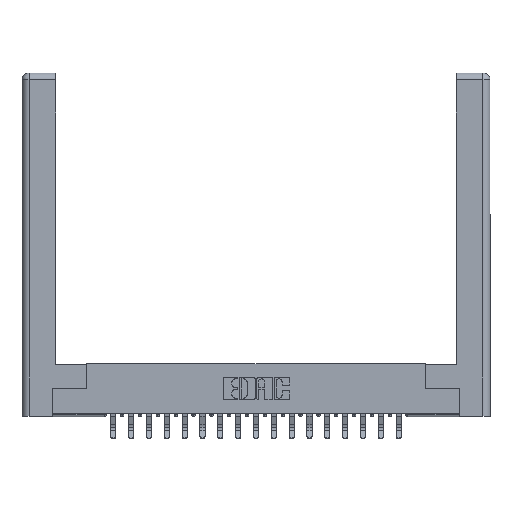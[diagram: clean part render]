
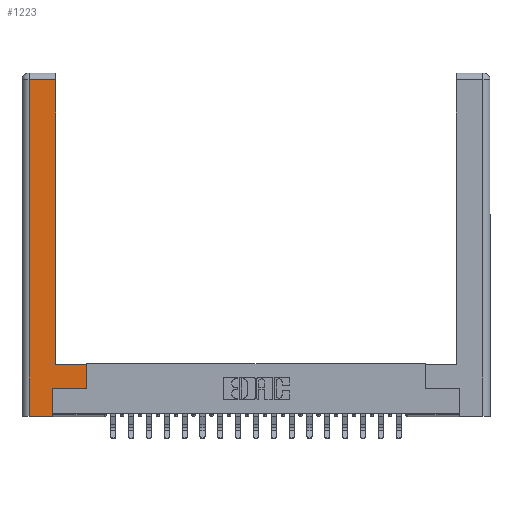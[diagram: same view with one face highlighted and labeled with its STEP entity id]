
A CAD part, top view. The second image highlights one B-rep face of the part: STEP entity #1223.
In plain terms, the highlighted planar face has unit normal (0, 0, 1).
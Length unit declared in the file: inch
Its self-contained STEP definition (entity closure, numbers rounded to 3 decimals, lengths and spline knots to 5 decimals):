
#312 = CARTESIAN_POINT ( 'NONE',  ( 0.565, 0.245, 0. ) ) ;
#926 = LINE ( 'NONE', #12422, #9705 ) ;
#1067 = EDGE_CURVE ( 'NONE', #16870, #19317, #9943, .T. ) ;
#1108 = ORIENTED_EDGE ( 'NONE', *, *, #14090, .T. ) ;
#1223 = ADVANCED_FACE ( 'NONE', ( #2928 ), #10652, .F. ) ;
#1297 = DIRECTION ( 'NONE',  ( 0., 0., -1. ) ) ;
#1550 = DIRECTION ( 'NONE',  ( 1., 0., 0. ) ) ;
#2595 = CARTESIAN_POINT ( 'NONE',  ( 0.295, 0.45, 0. ) ) ;
#2862 = CARTESIAN_POINT ( 'NONE',  ( 0.265, 0.245, 0. ) ) ;
#2928 = FACE_OUTER_BOUND ( 'NONE', #18157, .T. ) ;
#3209 = DIRECTION ( 'NONE',  ( -1., 0., 0. ) ) ;
#3259 = CARTESIAN_POINT ( 'NONE',  ( 0.0615, 2.94, 0. ) ) ;
#3331 = EDGE_CURVE ( 'NONE', #13965, #17570, #16887, .T. ) ;
#3508 = ORIENTED_EDGE ( 'NONE', *, *, #14340, .T. ) ;
#4182 = LINE ( 'NONE', #16464, #12662 ) ;
#4453 = CARTESIAN_POINT ( 'NONE',  ( 0.265, 0.245, 0. ) ) ;
#4648 = LINE ( 'NONE', #2595, #10195 ) ;
#5127 = DIRECTION ( 'NONE',  ( 1., 0., 0. ) ) ;
#5684 = ORIENTED_EDGE ( 'NONE', *, *, #9250, .T. ) ;
#6384 = ORIENTED_EDGE ( 'NONE', *, *, #20862, .T. ) ;
#6534 = ORIENTED_EDGE ( 'NONE', *, *, #3331, .T. ) ;
#7220 = VERTEX_POINT ( 'NONE', #11645 ) ;
#7960 = CARTESIAN_POINT ( 'NONE',  ( 0.565, 0.45, 0. ) ) ;
#9018 = DIRECTION ( 'NONE',  ( 0., -1., 0. ) ) ;
#9250 = EDGE_CURVE ( 'NONE', #21367, #13965, #926, .T. ) ;
#9273 = ORIENTED_EDGE ( 'NONE', *, *, #1067, .T. ) ;
#9316 = DIRECTION ( 'NONE',  ( 0., 1., 0. ) ) ;
#9352 = VECTOR ( 'NONE', #5127, 39.37008 ) ;
#9705 = VECTOR ( 'NONE', #15555, 39.37008 ) ;
#9943 = LINE ( 'NONE', #10668, #9352 ) ;
#10195 = VECTOR ( 'NONE', #19655, 39.37008 ) ;
#10238 = VERTEX_POINT ( 'NONE', #7960 ) ;
#10652 = PLANE ( 'NONE',  #16223 ) ;
#10668 = CARTESIAN_POINT ( 'NONE',  ( 0.565, 0.245, 0. ) ) ;
#11645 = CARTESIAN_POINT ( 'NONE',  ( 0.265, 0., 0. ) ) ;
#11904 = VECTOR ( 'NONE', #19997, 39.37008 ) ;
#12422 = CARTESIAN_POINT ( 'NONE',  ( 0.295, 3., 0. ) ) ;
#12662 = VECTOR ( 'NONE', #9018, 39.37008 ) ;
#12980 = LINE ( 'NONE', #14794, #17373 ) ;
#13919 = LINE ( 'NONE', #2862, #22713 ) ;
#13965 = VERTEX_POINT ( 'NONE', #14355 ) ;
#14090 = EDGE_CURVE ( 'NONE', #14852, #7220, #15334, .T. ) ;
#14340 = EDGE_CURVE ( 'NONE', #19317, #10238, #12980, .T. ) ;
#14355 = CARTESIAN_POINT ( 'NONE',  ( 0.295, 2.94, 0. ) ) ;
#14648 = CARTESIAN_POINT ( 'NONE',  ( 0., 0., 0. ) ) ;
#14794 = CARTESIAN_POINT ( 'NONE',  ( 0.565, 0.45, 0. ) ) ;
#14852 = VERTEX_POINT ( 'NONE', #19196 ) ;
#15334 = LINE ( 'NONE', #18638, #16177 ) ;
#15555 = DIRECTION ( 'NONE',  ( 0., 1., 0. ) ) ;
#16105 = ORIENTED_EDGE ( 'NONE', *, *, #17528, .T. ) ;
#16126 = CARTESIAN_POINT ( 'NONE',  ( 0.0615, 2.94, 0. ) ) ;
#16177 = VECTOR ( 'NONE', #1550, 39.37008 ) ;
#16223 = AXIS2_PLACEMENT_3D ( 'NONE', #14648, #1297, #3209 ) ;
#16464 = CARTESIAN_POINT ( 'NONE',  ( 0.0615, 0., 0. ) ) ;
#16570 = DIRECTION ( 'NONE',  ( 0., 1., 0. ) ) ;
#16870 = VERTEX_POINT ( 'NONE', #4453 ) ;
#16887 = LINE ( 'NONE', #16126, #11904 ) ;
#17373 = VECTOR ( 'NONE', #9316, 39.37008 ) ;
#17528 = EDGE_CURVE ( 'NONE', #10238, #21367, #4648, .T. ) ;
#17570 = VERTEX_POINT ( 'NONE', #3259 ) ;
#18157 = EDGE_LOOP ( 'NONE', ( #5684, #6534, #23038, #1108, #6384, #9273, #3508, #16105 ) ) ;
#18638 = CARTESIAN_POINT ( 'NONE',  ( 0.265, 0., 0. ) ) ;
#19196 = CARTESIAN_POINT ( 'NONE',  ( 0.0615, 0., 0. ) ) ;
#19317 = VERTEX_POINT ( 'NONE', #312 ) ;
#19655 = DIRECTION ( 'NONE',  ( -1., 0., 0. ) ) ;
#19997 = DIRECTION ( 'NONE',  ( -1., 0., 0. ) ) ;
#20862 = EDGE_CURVE ( 'NONE', #7220, #16870, #13919, .T. ) ;
#21367 = VERTEX_POINT ( 'NONE', #24237 ) ;
#22147 = EDGE_CURVE ( 'NONE', #17570, #14852, #4182, .T. ) ;
#22713 = VECTOR ( 'NONE', #16570, 39.37008 ) ;
#23038 = ORIENTED_EDGE ( 'NONE', *, *, #22147, .T. ) ;
#24237 = CARTESIAN_POINT ( 'NONE',  ( 0.295, 0.45, 0. ) ) ;
